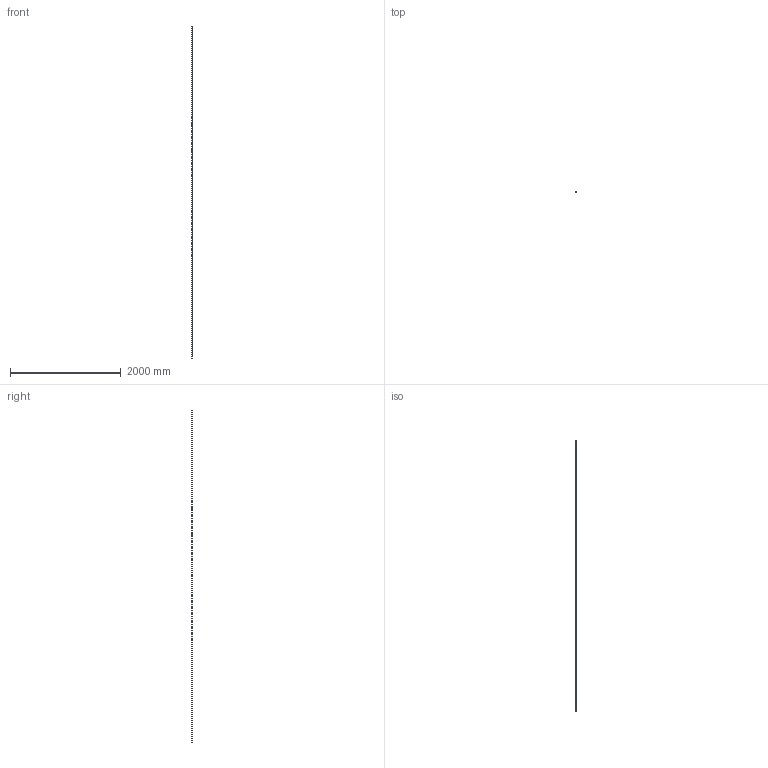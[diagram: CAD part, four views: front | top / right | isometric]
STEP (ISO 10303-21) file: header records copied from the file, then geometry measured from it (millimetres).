
FILE_DESCRIPTION (( 'STEP AP203' ), '1' );
FILE_NAME ('57101-240.step', '2024-04-29T09:32:16', ( '' ), ( '' ), 'SwSTEP 2.0', 'SolidWorks 2018', '' );
FILE_SCHEMA (( 'CONFIG_CONTROL_DESIGN' ));
Length unit declared in the file: millimetre
Products named in the file (1): 57101-240
Bounding box: 12 x 12 x 6000 mm (x, y, z)
Volume: 678583.7 mm3; surface area: 226427.6 mm2
Topology: 1 solids, 1 shells, 258 faces, 698 edges, 458 vertices
Faces by surface type: plane 115, bspline 112, cylinder 31
Full cylindrical faces by diameter (mm): 12 x1
Entity records: 13829 total; most frequent: CARTESIAN_POINT 8365, ORIENTED_EDGE 1354, DIRECTION 709, EDGE_CURVE 677, VERTEX_POINT 452, B_SPLINE_CURVE_WITH_KNOTS 362, EDGE_LOOP 277, AXIS2_PLACEMENT_3D 253
